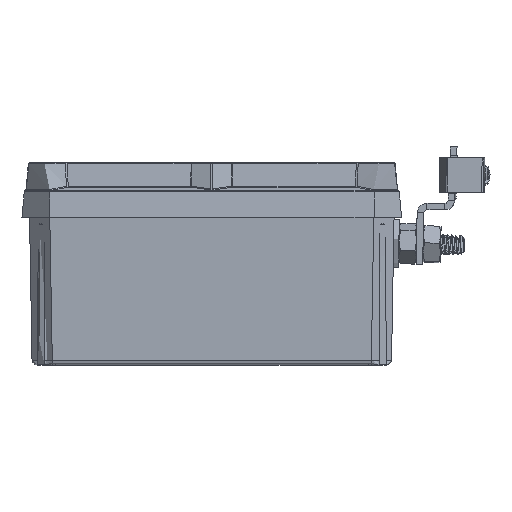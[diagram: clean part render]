
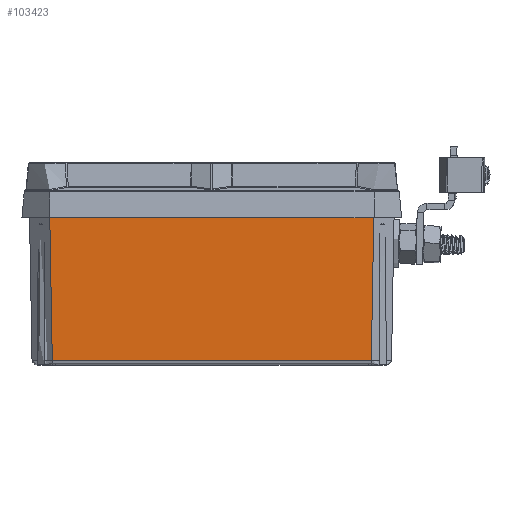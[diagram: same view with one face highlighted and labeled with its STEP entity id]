
A CAD part, left-side view. The second image highlights one B-rep face of the part: STEP entity #103423.
In plain terms, the highlighted planar face has unit normal (-1, 0, -0.018).
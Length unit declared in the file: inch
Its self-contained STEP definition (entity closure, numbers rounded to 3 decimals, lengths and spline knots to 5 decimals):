
#7589 = VERTEX_POINT ( 'NONE', #74180 ) ;
#8671 = EDGE_CURVE ( 'NONE', #130196, #118982, #121607, .T. ) ;
#10019 = ORIENTED_EDGE ( 'NONE', *, *, #70099, .T. ) ;
#13754 = CARTESIAN_POINT ( 'NONE',  ( 0., 0., 0. ) ) ;
#21561 = LINE ( 'NONE', #108176, #60058 ) ;
#24064 = DIRECTION ( 'NONE',  ( -1., 0., -0.017 ) ) ;
#25326 = VECTOR ( 'NONE', #115727, 39.37008 ) ;
#25980 = CARTESIAN_POINT ( 'NONE',  ( -0.03499, 0.21498, 2.00436 ) ) ;
#27481 = EDGE_CURVE ( 'NONE', #118982, #7589, #129355, .T. ) ;
#30181 = VECTOR ( 'NONE', #107184, 39.37008 ) ;
#35357 = EDGE_CURVE ( 'NONE', #7589, #104082, #67005, .T. ) ;
#44218 = PLANE ( 'NONE',  #65237 ) ;
#48066 = DIRECTION ( 'NONE',  ( 0., -1., 0. ) ) ;
#48359 = EDGE_LOOP ( 'NONE', ( #111171, #10019, #117537, #119185 ) ) ;
#49538 = CARTESIAN_POINT ( 'NONE',  ( -0.03491, 0., 2. ) ) ;
#55888 = DIRECTION ( 'NONE',  ( -0.017, 0., 1. ) ) ;
#60058 = VECTOR ( 'NONE', #48066, 39.37008 ) ;
#65237 = AXIS2_PLACEMENT_3D ( 'NONE', #13754, #24064, #55888 ) ;
#66880 = CARTESIAN_POINT ( 'NONE',  ( -0.00107, 4.18611, 0.06141 ) ) ;
#67005 = LINE ( 'NONE', #74028, #25326 ) ;
#70099 = EDGE_CURVE ( 'NONE', #104082, #130196, #21561, .T. ) ;
#74028 = CARTESIAN_POINT ( 'NONE',  ( -0.00008, 4.18511, 0.00436 ) ) ;
#74180 = CARTESIAN_POINT ( 'NONE',  ( -0.03491, 4.21995, 2. ) ) ;
#79900 = CARTESIAN_POINT ( 'NONE',  ( -0.00107, 0.24889, 0.06141 ) ) ;
#96769 = DIRECTION ( 'NONE',  ( 0., 1., 0. ) ) ;
#102114 = VECTOR ( 'NONE', #96769, 39.37008 ) ;
#103423 = ADVANCED_FACE ( 'NONE', ( #117694 ), #44218, .T. ) ;
#104082 = VERTEX_POINT ( 'NONE', #66880 ) ;
#107184 = DIRECTION ( 'NONE',  ( -0.017, -0.017, 1. ) ) ;
#108176 = CARTESIAN_POINT ( 'NONE',  ( -0.00107, 0., 0.06141 ) ) ;
#111171 = ORIENTED_EDGE ( 'NONE', *, *, #35357, .T. ) ;
#115727 = DIRECTION ( 'NONE',  ( 0.017, -0.017, -1. ) ) ;
#115875 = CARTESIAN_POINT ( 'NONE',  ( -0.03491, 0.21505, 2. ) ) ;
#117537 = ORIENTED_EDGE ( 'NONE', *, *, #8671, .T. ) ;
#117694 = FACE_OUTER_BOUND ( 'NONE', #48359, .T. ) ;
#118982 = VERTEX_POINT ( 'NONE', #115875 ) ;
#119185 = ORIENTED_EDGE ( 'NONE', *, *, #27481, .T. ) ;
#121607 = LINE ( 'NONE', #25980, #30181 ) ;
#129355 = LINE ( 'NONE', #49538, #102114 ) ;
#130196 = VERTEX_POINT ( 'NONE', #79900 ) ;
